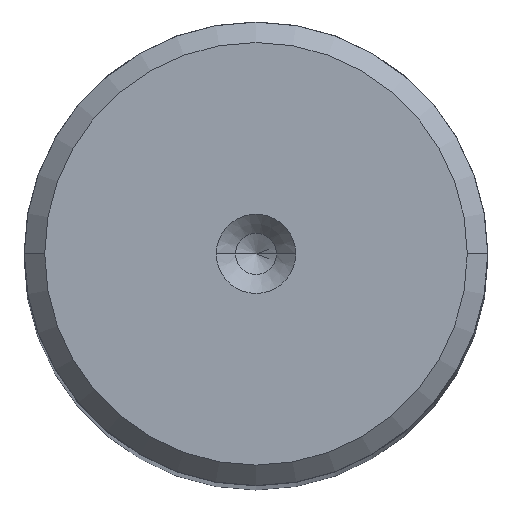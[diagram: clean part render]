
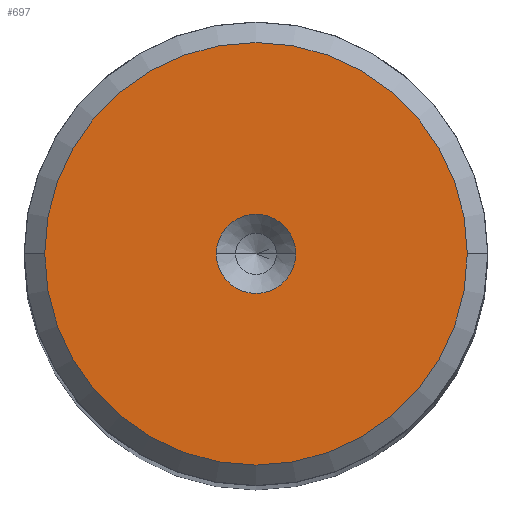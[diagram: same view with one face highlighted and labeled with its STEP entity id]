
A CAD part, top view. The second image highlights one B-rep face of the part: STEP entity #697.
In plain terms, the highlighted planar face has unit normal (0, 0, 1).
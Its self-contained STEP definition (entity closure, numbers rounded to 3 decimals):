
#307 = AXIS2_PLACEMENT_3D ( 'NONE', #941, #1663, #530 ) ;
#420 = DIRECTION ( 'NONE',  ( 0., 0., 1. ) ) ;
#457 = EDGE_LOOP ( 'NONE', ( #2238, #2311 ) ) ;
#511 = AXIS2_PLACEMENT_3D ( 'NONE', #2782, #1510, #597 ) ;
#530 = DIRECTION ( 'NONE',  ( 1., 0., 0. ) ) ;
#545 = EDGE_LOOP ( 'NONE', ( #2553, #1616 ) ) ;
#597 = DIRECTION ( 'NONE',  ( 1., 0., 0. ) ) ;
#697 = ADVANCED_FACE ( 'NONE', ( #1894, #1794 ), #2197, .T. ) ;
#750 = EDGE_CURVE ( 'NONE', #2720, #925, #1393, .T. ) ;
#821 = CARTESIAN_POINT ( 'NONE',  ( 0., 0., 240. ) ) ;
#853 = DIRECTION ( 'NONE',  ( 1., 0., 0. ) ) ;
#925 = VERTEX_POINT ( 'NONE', #2538 ) ;
#941 = CARTESIAN_POINT ( 'NONE',  ( 0., 0., 240. ) ) ;
#1039 = EDGE_CURVE ( 'NONE', #925, #2720, #2205, .T. ) ;
#1083 = CARTESIAN_POINT ( 'NONE',  ( 0., 0., 240. ) ) ;
#1090 = CARTESIAN_POINT ( 'NONE',  ( 0., 0., 240. ) ) ;
#1115 = CARTESIAN_POINT ( 'NONE',  ( 3.85, 0., 240. ) ) ;
#1279 = EDGE_CURVE ( 'NONE', #2835, #1945, #1591, .T. ) ;
#1297 = DIRECTION ( 'NONE',  ( 0., 0., 1. ) ) ;
#1360 = EDGE_CURVE ( 'NONE', #1945, #2835, #2549, .T. ) ;
#1369 = CARTESIAN_POINT ( 'NONE',  ( -20.514, 0., 240. ) ) ;
#1393 = CIRCLE ( 'NONE', #307, 20.514 ) ;
#1510 = DIRECTION ( 'NONE',  ( 0., 0., 1. ) ) ;
#1591 = CIRCLE ( 'NONE', #1650, 3.85 ) ;
#1616 = ORIENTED_EDGE ( 'NONE', *, *, #1279, .F. ) ;
#1650 = AXIS2_PLACEMENT_3D ( 'NONE', #821, #1297, #2607 ) ;
#1663 = DIRECTION ( 'NONE',  ( 0., 0., 1. ) ) ;
#1794 = FACE_OUTER_BOUND ( 'NONE', #457, .T. ) ;
#1894 = FACE_BOUND ( 'NONE', #545, .T. ) ;
#1945 = VERTEX_POINT ( 'NONE', #1115 ) ;
#1971 = DIRECTION ( 'NONE',  ( 0., 0., 1. ) ) ;
#1999 = DIRECTION ( 'NONE',  ( 1., 0., 0. ) ) ;
#2197 = PLANE ( 'NONE',  #2648 ) ;
#2205 = CIRCLE ( 'NONE', #511, 20.514 ) ;
#2227 = CARTESIAN_POINT ( 'NONE',  ( -3.85, 0., 240. ) ) ;
#2238 = ORIENTED_EDGE ( 'NONE', *, *, #750, .T. ) ;
#2311 = ORIENTED_EDGE ( 'NONE', *, *, #1039, .T. ) ;
#2533 = AXIS2_PLACEMENT_3D ( 'NONE', #1090, #420, #1999 ) ;
#2538 = CARTESIAN_POINT ( 'NONE',  ( 20.514, 0., 240. ) ) ;
#2549 = CIRCLE ( 'NONE', #2533, 3.85 ) ;
#2553 = ORIENTED_EDGE ( 'NONE', *, *, #1360, .F. ) ;
#2607 = DIRECTION ( 'NONE',  ( 1., 0., 0. ) ) ;
#2648 = AXIS2_PLACEMENT_3D ( 'NONE', #1083, #1971, #853 ) ;
#2720 = VERTEX_POINT ( 'NONE', #1369 ) ;
#2782 = CARTESIAN_POINT ( 'NONE',  ( 0., 0., 240. ) ) ;
#2835 = VERTEX_POINT ( 'NONE', #2227 ) ;
